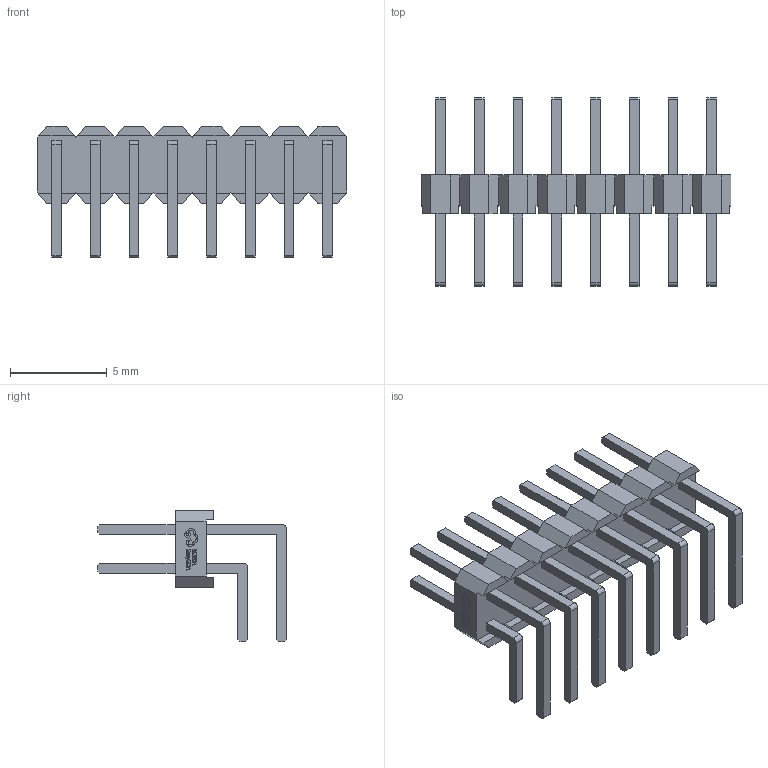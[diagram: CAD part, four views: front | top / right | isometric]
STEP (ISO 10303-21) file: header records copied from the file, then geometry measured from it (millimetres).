
FILE_DESCRIPTION(/* description */ ('Designed by EasyEDA Pro'),/* implementation_level */ '2;1');
FILE_NAME(/* name */ 'PZ_2.00_2x8P_WH.step',/* time_stamp */ '2025-03-31T16:39:27+08:00',/* author */ (''),/* organization */ (''),/* preprocessor_version */ 'ST-DEVELOPER v20.1',/* originating_system */ 'Autodesk Translation Framework v14.4.0.0',/* authorisation */ '');
FILE_SCHEMA (('AUTOMOTIVE_DESIGN { 1 0 10303 214 3 1 1 }'));
Length unit declared in the file: millimetre
Products named in the file (3): Iw7F-PCBModel; Iw7F-Board; Iw7F-CN1-HDR-TH_16P-P2.00-H-M-R2-C8-S2.00-W8.9
Assembly tree (2 placements, depth 2):
  Iw7F-PCBModel
    Iw7F-Board
    Iw7F-CN1-HDR-TH_16P-P2.00-H-M-R2-C8-S2.00-W8.9
Bounding box: 16.01 x 9.75 x 6.8 mm (x, y, z)
Volume: 145.8 mm3; surface area: 591.2 mm2
Topology: 1 solids, 1 shells, 690 faces, 1890 edges, 1260 vertices
Faces by surface type: plane 539, bspline 135, cylinder 16
Entity records: 23818 total; most frequent: CARTESIAN_POINT 6734, ORIENTED_EDGE 3780, DIRECTION 2944, EDGE_CURVE 1890, LINE 1588, VECTOR 1588, VERTEX_POINT 1260, EDGE_LOOP 748
